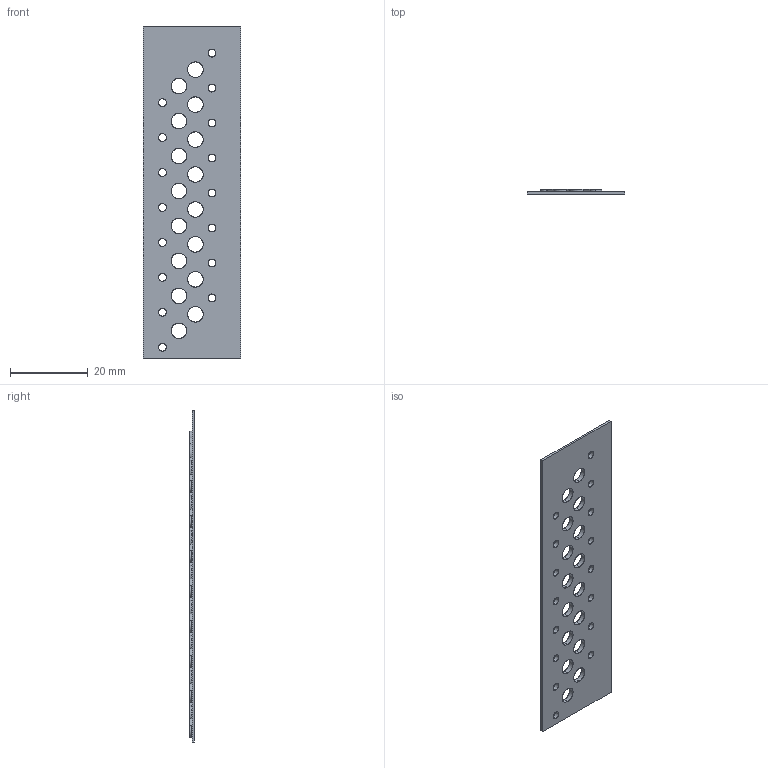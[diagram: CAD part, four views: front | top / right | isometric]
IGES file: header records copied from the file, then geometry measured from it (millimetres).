
Start section: SolidWorks IGES file using analytic representation for surfaces
Global section: file name: 2014-10-28 Hangingdrop for Airjump.IGS; native system: SolidWorks 2014; preprocessor: SolidWorks 2014; author: Teddy d; date: 141028.131131; units: millimetre
Bounding box: 25 x 1.2 x 85.48 mm (x, y, z)
Surface area: 4575 mm2 (no closed solid volume)
Topology: 0 solids, 0 shells, 294 faces, 4936 edges, 4936 vertices
Faces by surface type: revolution 160, bspline 134
